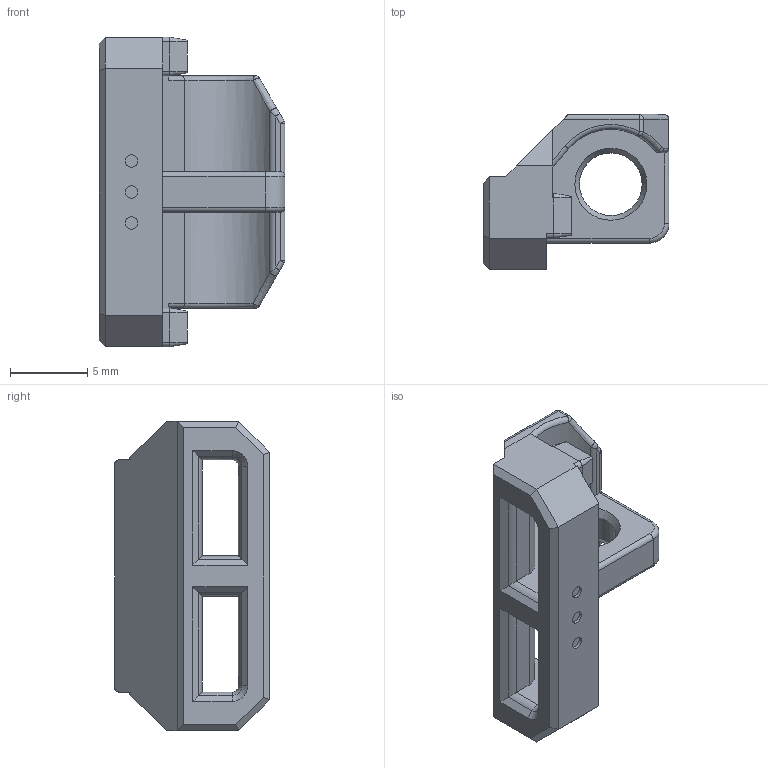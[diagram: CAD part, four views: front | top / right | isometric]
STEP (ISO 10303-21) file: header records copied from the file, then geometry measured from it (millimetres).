
FILE_DESCRIPTION(/* description */ (''),/* implementation_level */ '2;1');
FILE_NAME(/* name */ 'Clip.step',/* time_stamp */ '2025-12-24T16:42:02-05:00',/* author */ (''),/* organization */ (''),/* preprocessor_version */ 'ST-DEVELOPER v20.1',/* originating_system */ 'Autodesk Translation Framework v14.21.0.0',/* authorisation */ '');
FILE_SCHEMA (('AUTOMOTIVE_DESIGN { 1 0 10303 214 3 1 1 }'));
Length unit declared in the file: millimetre
Products named in the file (1): Clip
Bounding box: 12 x 10 x 20 mm (x, y, z)
Volume: 700.8 mm3; surface area: 954.5 mm2
Topology: 1 solids, 1 shells, 145 faces, 344 edges, 202 vertices
Faces by surface type: plane 63, cylinder 50, cone 12, sphere 8, torus 8, bspline 4
Full cylindrical faces by diameter (mm): 0.8 x3, 4.05 x1
Entity records: 4294 total; most frequent: CARTESIAN_POINT 854, DIRECTION 744, ORIENTED_EDGE 688, EDGE_CURVE 344, AXIS2_PLACEMENT_3D 264, LINE 216, VECTOR 216, VERTEX_POINT 202
